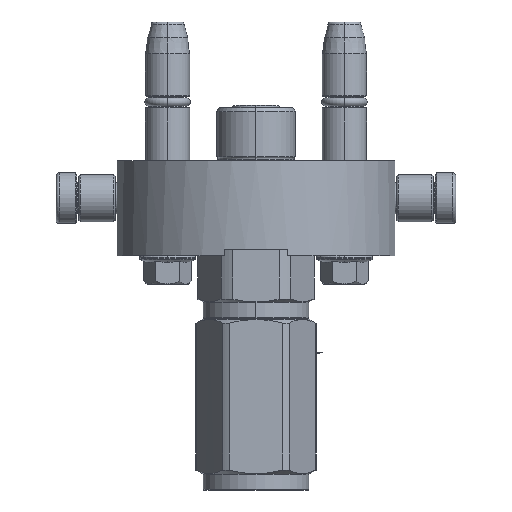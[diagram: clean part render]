
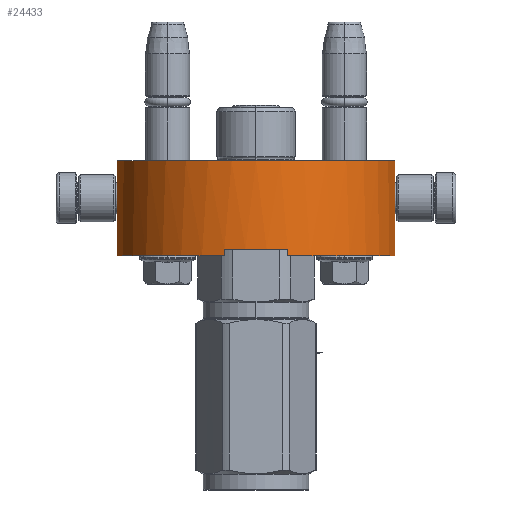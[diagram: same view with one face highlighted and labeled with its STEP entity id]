
A CAD part, left-side view. The second image highlights one B-rep face of the part: STEP entity #24433.
In plain terms, the highlighted cylindrical face has radius 44.75 mm (diameter 89.5 mm), a partial arc.
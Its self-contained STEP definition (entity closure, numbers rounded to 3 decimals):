
#558 = EDGE_CURVE ( 'NONE', #51197, #30102, #34536, .T. ) ;
#1406 = CARTESIAN_POINT ( 'NONE',  ( 10., 30., 43.618 ) ) ;
#1426 = EDGE_LOOP ( 'NONE', ( #11619, #38468, #18459, #37244, #14951, #2763, #24293, #40392 ) ) ;
#1860 = VERTEX_POINT ( 'NONE', #1406 ) ;
#2204 = CARTESIAN_POINT ( 'NONE',  ( -44., 0., 8.159 ) ) ;
#2432 = EDGE_CURVE ( 'NONE', #29173, #29030, #11981, .T. ) ;
#2763 = ORIENTED_EDGE ( 'NONE', *, *, #49880, .F. ) ;
#3230 = CARTESIAN_POINT ( 'NONE',  ( 44., 30., 8.159 ) ) ;
#3408 = AXIS2_PLACEMENT_3D ( 'NONE', #43884, #30966, #39593 ) ;
#3432 = EDGE_CURVE ( 'NONE', #26465, #29030, #17811, .T. ) ;
#4616 = DIRECTION ( 'NONE',  ( -0.223, 0., 0.975 ) ) ;
#5343 = CARTESIAN_POINT ( 'NONE',  ( 44., 0., 8.159 ) ) ;
#5857 = DIRECTION ( 'NONE',  ( 0., 1., 0. ) ) ;
#6233 = EDGE_CURVE ( 'NONE', #30102, #9756, #32356, .T. ) ;
#6444 = CARTESIAN_POINT ( 'NONE',  ( 0., 30., 0. ) ) ;
#7130 = CARTESIAN_POINT ( 'NONE',  ( 0., 0., 0. ) ) ;
#7588 = CARTESIAN_POINT ( 'NONE',  ( 0., 0., 0. ) ) ;
#8556 = DIRECTION ( 'NONE',  ( 0., 1., 0. ) ) ;
#9379 = DIRECTION ( 'NONE',  ( 0., 1., 0. ) ) ;
#9756 = VERTEX_POINT ( 'NONE', #3230 ) ;
#9786 = AXIS2_PLACEMENT_3D ( 'NONE', #29837, #8556, #4616 ) ;
#9960 = EDGE_CURVE ( 'NONE', #51898, #1860, #47677, .T. ) ;
#11513 = LINE ( 'NONE', #2204, #15365 ) ;
#11619 = ORIENTED_EDGE ( 'NONE', *, *, #3432, .T. ) ;
#11981 = CIRCLE ( 'NONE', #3408, 44.75 ) ;
#13768 = AXIS2_PLACEMENT_3D ( 'NONE', #7130, #23768, #15217 ) ;
#14951 = ORIENTED_EDGE ( 'NONE', *, *, #6233, .T. ) ;
#15217 = DIRECTION ( 'NONE',  ( 1., 0., 0. ) ) ;
#15365 = VECTOR ( 'NONE', #47361, 1000. ) ;
#17717 = CARTESIAN_POINT ( 'NONE',  ( 10., 28., 43.618 ) ) ;
#17811 = LINE ( 'NONE', #22073, #49197 ) ;
#18459 = ORIENTED_EDGE ( 'NONE', *, *, #38776, .F. ) ;
#20090 = DIRECTION ( 'NONE',  ( -0.983, 0., 0.182 ) ) ;
#21457 = VECTOR ( 'NONE', #5857, 1000. ) ;
#22073 = CARTESIAN_POINT ( 'NONE',  ( -10., 28., 43.618 ) ) ;
#23262 = DIRECTION ( 'NONE',  ( 0., 1., 0. ) ) ;
#23768 = DIRECTION ( 'NONE',  ( 0., -1., 0. ) ) ;
#24293 = ORIENTED_EDGE ( 'NONE', *, *, #9960, .F. ) ;
#24433 = ADVANCED_FACE ( 'NONE', ( #28162 ), #42304, .T. ) ;
#25643 = AXIS2_PLACEMENT_3D ( 'NONE', #7588, #48588, #20090 ) ;
#26465 = VERTEX_POINT ( 'NONE', #40636 ) ;
#28162 = FACE_OUTER_BOUND ( 'NONE', #1426, .T. ) ;
#29030 = VERTEX_POINT ( 'NONE', #52411 ) ;
#29173 = VERTEX_POINT ( 'NONE', #40635 ) ;
#29837 = CARTESIAN_POINT ( 'NONE',  ( 0., 28., 0. ) ) ;
#30102 = VERTEX_POINT ( 'NONE', #33603 ) ;
#30966 = DIRECTION ( 'NONE',  ( 0., 1., 0. ) ) ;
#31538 = CIRCLE ( 'NONE', #9786, 44.75 ) ;
#32356 = LINE ( 'NONE', #5343, #21457 ) ;
#33603 = CARTESIAN_POINT ( 'NONE',  ( 44., 0., 8.159 ) ) ;
#34536 = CIRCLE ( 'NONE', #25643, 44.75 ) ;
#37244 = ORIENTED_EDGE ( 'NONE', *, *, #558, .T. ) ;
#37393 = VECTOR ( 'NONE', #46374, 1000. ) ;
#38468 = ORIENTED_EDGE ( 'NONE', *, *, #2432, .F. ) ;
#38776 = EDGE_CURVE ( 'NONE', #51197, #29173, #11513, .T. ) ;
#39453 = CARTESIAN_POINT ( 'NONE',  ( 10., 28., 43.618 ) ) ;
#39593 = DIRECTION ( 'NONE',  ( -0.983, 0., 0.182 ) ) ;
#39772 = DIRECTION ( 'NONE',  ( 0.223, 0., 0.975 ) ) ;
#40392 = ORIENTED_EDGE ( 'NONE', *, *, #46905, .F. ) ;
#40487 = AXIS2_PLACEMENT_3D ( 'NONE', #6444, #23262, #39772 ) ;
#40635 = CARTESIAN_POINT ( 'NONE',  ( -44., 30., 8.159 ) ) ;
#40636 = CARTESIAN_POINT ( 'NONE',  ( -10., 28., 43.618 ) ) ;
#42179 = CIRCLE ( 'NONE', #40487, 44.75 ) ;
#42304 = CYLINDRICAL_SURFACE ( 'NONE', #13768, 44.75 ) ;
#43884 = CARTESIAN_POINT ( 'NONE',  ( 0., 30., 0. ) ) ;
#45978 = CARTESIAN_POINT ( 'NONE',  ( -44., 0., 8.159 ) ) ;
#46374 = DIRECTION ( 'NONE',  ( 0., 1., 0. ) ) ;
#46905 = EDGE_CURVE ( 'NONE', #26465, #51898, #31538, .T. ) ;
#47361 = DIRECTION ( 'NONE',  ( 0., 1., 0. ) ) ;
#47677 = LINE ( 'NONE', #17717, #37393 ) ;
#48588 = DIRECTION ( 'NONE',  ( 0., 1., 0. ) ) ;
#49197 = VECTOR ( 'NONE', #9379, 1000. ) ;
#49880 = EDGE_CURVE ( 'NONE', #1860, #9756, #42179, .T. ) ;
#51197 = VERTEX_POINT ( 'NONE', #45978 ) ;
#51898 = VERTEX_POINT ( 'NONE', #39453 ) ;
#52411 = CARTESIAN_POINT ( 'NONE',  ( -10., 30., 43.618 ) ) ;
